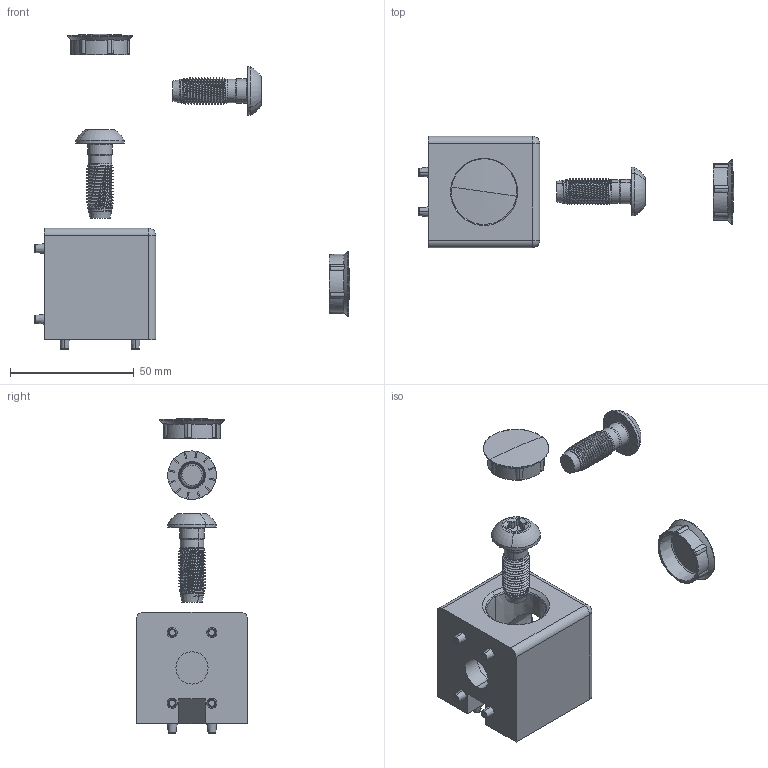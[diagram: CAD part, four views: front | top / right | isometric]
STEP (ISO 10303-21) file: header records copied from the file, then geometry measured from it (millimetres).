
FILE_DESCRIPTION (( 'STEP AP214' ), '1' );
FILE_NAME ('093WW453N10S.STEP', '2014-08-21T06:34:17', ( '' ), ( '' ), 'SwSTEP 2.0', 'SolidWorks 2014', '' );
FILE_SCHEMA (( 'AUTOMOTIVE_DESIGN' ));
Length unit declared in the file: millimetre
Products named in the file (4): 093s1230t_093 s12 30 t; 093wwa40_093wwa40; 093ww453n10r_093ww453n10r; 093WW453N10S
Assembly tree (5 placements, depth 2):
  093WW453N10S
    093ww453n10r_093ww453n10r
    093wwa40_093wwa40  x2
    093s1230t_093 s12 30 t  x2
Bounding box: 127.2 x 45 x 127.2 mm (x, y, z)
Volume: 73978.5 mm3; surface area: 23704.5 mm2
Topology: 5 solids, 5 shells, 432 faces, 1144 edges, 734 vertices
Faces by surface type: cylinder 139, plane 129, cone 96, torus 56, sphere 6, bspline 6
Entity records: 12545 total; most frequent: CARTESIAN_POINT 6091, ORIENTED_EDGE 1314, DIRECTION 1239, EDGE_CURVE 657, AXIS2_PLACEMENT_3D 498, VERTEX_POINT 419, EDGE_LOOP 272, FACE_OUTER_BOUND 255
